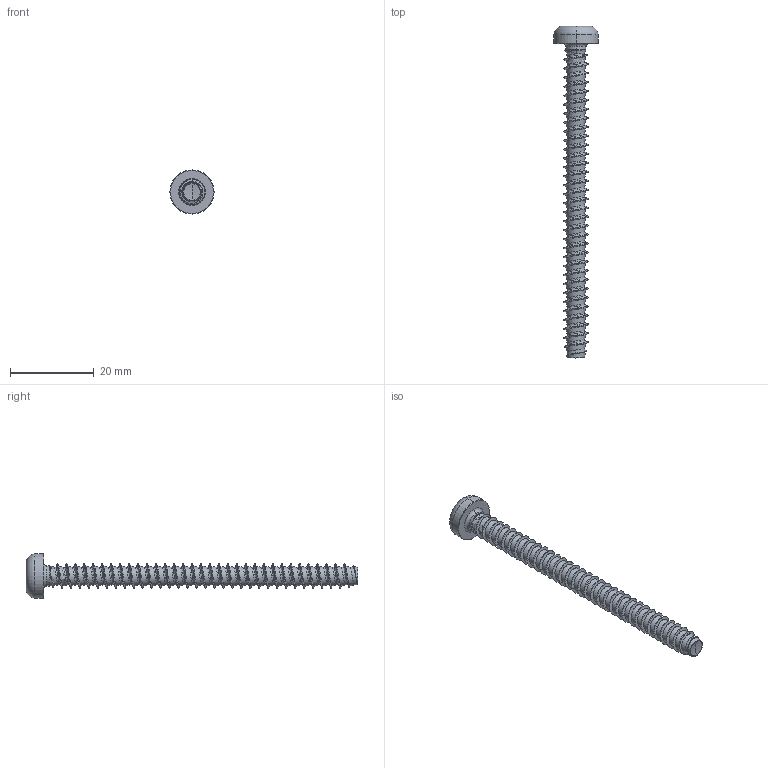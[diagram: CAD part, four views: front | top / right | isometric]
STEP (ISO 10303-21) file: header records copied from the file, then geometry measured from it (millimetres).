
FILE_DESCRIPTION (( 'STEP AP203' ), '1' );
FILE_NAME ('STP390600750.STEP', '2017-08-15T20:05:23', ( '' ), ( '' ), 'SwSTEP 2.0', 'SolidWorks 2015', '' );
FILE_SCHEMA (( 'CONFIG_CONTROL_DESIGN' ));
Products named in the file (1): STP390600750
Bounding box: 10.5 x 79.19 x 10.5 mm (x, y, z)
Volume: 1542.7 mm3; surface area: 1996.8 mm2
Topology: 1 solids, 1 shells, 151 faces, 401 edges, 252 vertices
Faces by surface type: cylinder 93, bspline 35, cone 11, torus 6, sphere 4, plane 2
Entity records: 61976 total; most frequent: CARTESIAN_POINT 58783, ORIENTED_EDGE 798, DIRECTION 464, EDGE_CURVE 399, VERTEX_POINT 252, AXIS2_PLACEMENT_3D 178, B_SPLINE_CURVE_WITH_KNOTS 161, EDGE_LOOP 153
